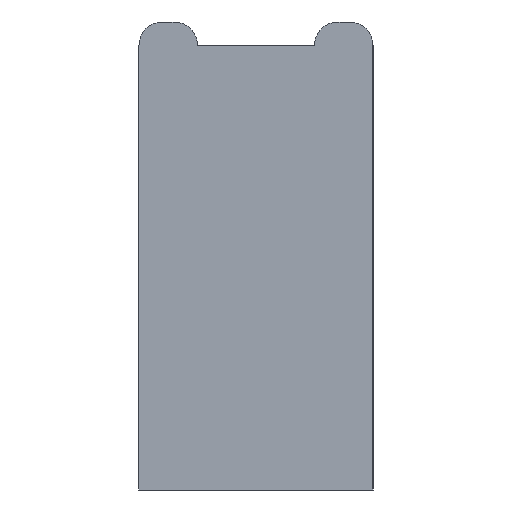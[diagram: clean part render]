
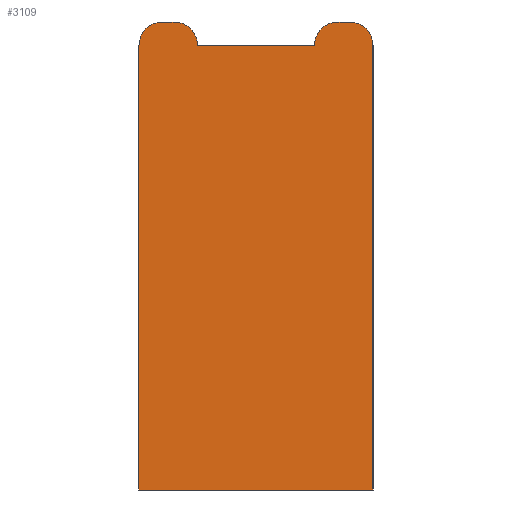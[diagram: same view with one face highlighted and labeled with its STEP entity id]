
A CAD part, left-side view. The second image highlights one B-rep face of the part: STEP entity #3109.
In plain terms, the highlighted planar face has unit normal (-1, 0, 0).
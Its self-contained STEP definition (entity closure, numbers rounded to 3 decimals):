
#294=CIRCLE('',#3263,2.);
#296=CIRCLE('',#3267,2.);
#459=CIRCLE('',#3533,2.);
#460=CIRCLE('',#3536,2.);
#613=FACE_OUTER_BOUND('',#853,.T.);
#853=EDGE_LOOP('',(#2892,#2893,#2894,#2895,#2896,#2897,#2898,#2899,#2900,
#2901));
#891=LINE('',#4741,#1053);
#911=LINE('',#4939,#1073);
#947=LINE('',#5269,#1109);
#957=LINE('',#5335,#1119);
#1011=LINE('',#5864,#1173);
#1015=LINE('',#5874,#1177);
#1053=VECTOR('',#3699,10.);
#1073=VECTOR('',#3881,10.);
#1109=VECTOR('',#4049,10.);
#1119=VECTOR('',#4119,10.);
#1173=VECTOR('',#4511,10.);
#1177=VECTOR('',#4523,10.);
#1291=VERTEX_POINT('',#4737);
#1293=VERTEX_POINT('',#4740);
#1330=VERTEX_POINT('',#4928);
#1331=VERTEX_POINT('',#4929);
#1334=VERTEX_POINT('',#4938);
#1403=VERTEX_POINT('',#5268);
#1429=VERTEX_POINT('',#5333);
#1516=VERTEX_POINT('',#5862);
#1517=VERTEX_POINT('',#5868);
#1518=VERTEX_POINT('',#5872);
#1607=EDGE_CURVE('',#1291,#1293,#891,.T.);
#1677=EDGE_CURVE('',#1330,#1331,#294,.T.);
#1682=EDGE_CURVE('',#1331,#1334,#911,.T.);
#1685=EDGE_CURVE('',#1334,#1291,#296,.T.);
#1776=EDGE_CURVE('',#1293,#1403,#947,.T.);
#1810=EDGE_CURVE('',#1403,#1429,#957,.T.);
#1973=EDGE_CURVE('',#1516,#1330,#1011,.T.);
#1976=EDGE_CURVE('',#1517,#1516,#459,.T.);
#1978=EDGE_CURVE('',#1517,#1518,#1015,.T.);
#1979=EDGE_CURVE('',#1429,#1518,#460,.T.);
#2892=ORIENTED_EDGE('',*,*,#1976,.F.);
#2893=ORIENTED_EDGE('',*,*,#1978,.T.);
#2894=ORIENTED_EDGE('',*,*,#1979,.F.);
#2895=ORIENTED_EDGE('',*,*,#1810,.F.);
#2896=ORIENTED_EDGE('',*,*,#1776,.F.);
#2897=ORIENTED_EDGE('',*,*,#1607,.F.);
#2898=ORIENTED_EDGE('',*,*,#1685,.F.);
#2899=ORIENTED_EDGE('',*,*,#1682,.F.);
#2900=ORIENTED_EDGE('',*,*,#1677,.F.);
#2901=ORIENTED_EDGE('',*,*,#1973,.F.);
#2956=PLANE('',#3537);
#3109=ADVANCED_FACE('',(#613),#2956,.T.);
#3263=AXIS2_PLACEMENT_3D('',#4930,#3872,#3873);
#3267=AXIS2_PLACEMENT_3D('',#4944,#3886,#3887);
#3533=AXIS2_PLACEMENT_3D('',#5870,#4518,#4519);
#3536=AXIS2_PLACEMENT_3D('',#5876,#4526,#4527);
#3537=AXIS2_PLACEMENT_3D('',#5877,#4528,#4529);
#3699=DIRECTION('',(0.,0.,-1.));
#3872=DIRECTION('center_axis',(1.,0.,0.));
#3873=DIRECTION('ref_axis',(0.,0.707,0.707));
#3881=DIRECTION('',(0.,-1.,0.));
#3886=DIRECTION('center_axis',(1.,0.,0.));
#3887=DIRECTION('ref_axis',(0.,-0.707,0.707));
#4049=DIRECTION('',(0.,1.,0.));
#4119=DIRECTION('',(0.,0.,1.));
#4511=DIRECTION('',(0.,-1.,0.));
#4518=DIRECTION('center_axis',(1.,0.,0.));
#4519=DIRECTION('ref_axis',(0.,-0.707,0.707));
#4523=DIRECTION('',(0.,1.,0.));
#4526=DIRECTION('center_axis',(1.,0.,0.));
#4527=DIRECTION('ref_axis',(0.,0.707,0.707));
#4528=DIRECTION('center_axis',(-1.,0.,0.));
#4529=DIRECTION('ref_axis',(0.,0.,1.));
#4737=CARTESIAN_POINT('',(0.,-15.,38.));
#4740=CARTESIAN_POINT('',(0.,-15.,0.));
#4741=CARTESIAN_POINT('',(0.,-15.,0.));
#4928=CARTESIAN_POINT('',(0.,-10.,38.));
#4929=CARTESIAN_POINT('',(0.,-12.,40.));
#4930=CARTESIAN_POINT('Origin',(0.,-12.,38.));
#4938=CARTESIAN_POINT('',(0.,-13.,40.));
#4939=CARTESIAN_POINT('',(0.,-10.,40.));
#4944=CARTESIAN_POINT('Origin',(0.,-13.,38.));
#5268=CARTESIAN_POINT('',(0.,5.,0.));
#5269=CARTESIAN_POINT('',(0.,0.,0.));
#5333=CARTESIAN_POINT('',(0.,5.,38.));
#5335=CARTESIAN_POINT('',(0.,5.,0.));
#5862=CARTESIAN_POINT('',(0.,0.,38.));
#5864=CARTESIAN_POINT('',(0.,0.,38.));
#5868=CARTESIAN_POINT('',(0.,2.,40.));
#5870=CARTESIAN_POINT('Origin',(0.,2.,38.));
#5872=CARTESIAN_POINT('',(0.,3.,40.));
#5874=CARTESIAN_POINT('',(0.,0.,40.));
#5876=CARTESIAN_POINT('Origin',(0.,3.,38.));
#5877=CARTESIAN_POINT('Origin',(0.,0.,0.));
